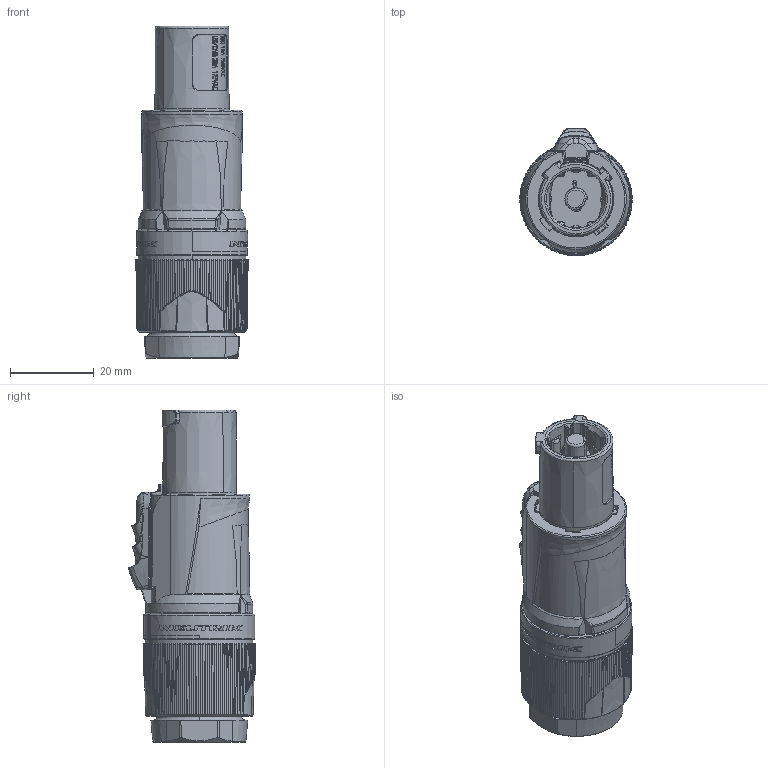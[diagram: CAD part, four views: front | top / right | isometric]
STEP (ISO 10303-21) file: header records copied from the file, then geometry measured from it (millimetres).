
FILE_DESCRIPTION((''),'2;1');
FILE_NAME('30010047','2022-11-04T10:59:46',('thomas.schmiedl'),(''),'CREO PARAMETRIC BY PTC INC, 2021184','CREO PARAMETRIC BY PTC INC, 2021184','');
FILE_SCHEMA(('CONFIG_CONTROL_DESIGN'));
Products named in the file (1): 30010047
Bounding box: 26.83 x 30.34 x 79.25 mm (x, y, z)
Volume: 32748.9 mm3; surface area: 9088.1 mm2
Topology: 1 solids, 3 shells, 2617 faces, 6728 edges, 4181 vertices
Faces by surface type: plane 886, extrusion 631, bspline 534, cone 219, cylinder 173, torus 125, sphere 49
Entity records: 107738 total; most frequent: CARTESIAN_POINT 52197, ORIENTED_EDGE 13452, DIRECTION 8114, EDGE_CURVE 6726, VERTEX_POINT 4181, B_SPLINE_CURVE_WITH_KNOTS 3926, VECTOR 2914, EDGE_LOOP 2689
